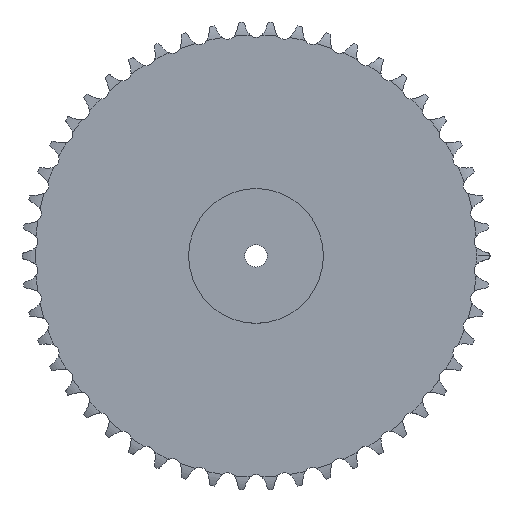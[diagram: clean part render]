
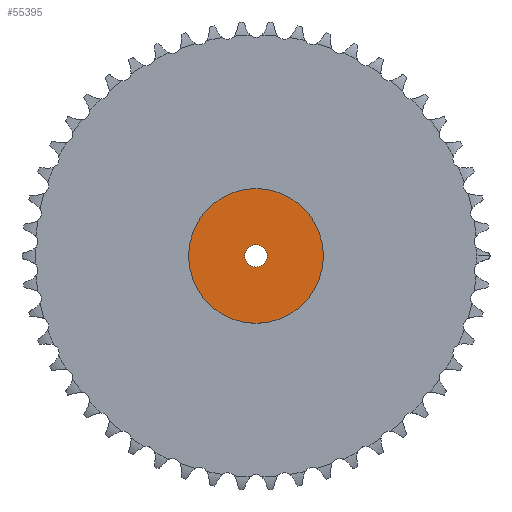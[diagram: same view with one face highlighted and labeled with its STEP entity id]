
A CAD part, top view. The second image highlights one B-rep face of the part: STEP entity #55395.
In plain terms, the highlighted planar face has unit normal (0, 0, 1).
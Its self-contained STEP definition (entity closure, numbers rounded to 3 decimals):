
#5916 = CYLINDRICAL_SURFACE('',#5917,75.);
#5917 = AXIS2_PLACEMENT_3D('',#5918,#5919,#5920);
#5918 = CARTESIAN_POINT('',(0.,0.,0.));
#5919 = DIRECTION('',(-0.,-0.,-1.));
#5920 = DIRECTION('',(1.,0.,0.));
#34552 = VERTEX_POINT('',#34553);
#34553 = CARTESIAN_POINT('',(75.,0.,70.));
#34574 = EDGE_CURVE('',#34552,#34552,#34575,.T.);
#34575 = SURFACE_CURVE('',#34576,(#34581,#34588),.PCURVE_S1.);
#34576 = CIRCLE('',#34577,75.);
#34577 = AXIS2_PLACEMENT_3D('',#34578,#34579,#34580);
#34578 = CARTESIAN_POINT('',(0.,0.,70.));
#34579 = DIRECTION('',(0.,0.,1.));
#34580 = DIRECTION('',(1.,0.,0.));
#34581 = PCURVE('',#5916,#34582);
#34582 = DEFINITIONAL_REPRESENTATION('',(#34583),#34587);
#34583 = LINE('',#34584,#34585);
#34584 = CARTESIAN_POINT('',(-0.,-70.));
#34585 = VECTOR('',#34586,1.);
#34586 = DIRECTION('',(-1.,0.));
#34587 = ( GEOMETRIC_REPRESENTATION_CONTEXT(2) 
PARAMETRIC_REPRESENTATION_CONTEXT() REPRESENTATION_CONTEXT('2D SPACE',''
  ) );
#34588 = PCURVE('',#34589,#34594);
#34589 = PLANE('',#34590);
#34590 = AXIS2_PLACEMENT_3D('',#34591,#34592,#34593);
#34591 = CARTESIAN_POINT('',(0.,0.,70.)
  );
#34592 = DIRECTION('',(0.,0.,1.));
#34593 = DIRECTION('',(1.,0.,0.));
#34594 = DEFINITIONAL_REPRESENTATION('',(#34595),#34599);
#34595 = CIRCLE('',#34596,75.);
#34596 = AXIS2_PLACEMENT_2D('',#34597,#34598);
#34597 = CARTESIAN_POINT('',(0.,0.));
#34598 = DIRECTION('',(1.,0.));
#34599 = ( GEOMETRIC_REPRESENTATION_CONTEXT(2) 
PARAMETRIC_REPRESENTATION_CONTEXT() REPRESENTATION_CONTEXT('2D SPACE',''
  ) );
#47076 = CYLINDRICAL_SURFACE('',#47077,12.5);
#47077 = AXIS2_PLACEMENT_3D('',#47078,#47079,#47080);
#47078 = CARTESIAN_POINT('',(0.,0.,770.748));
#47079 = DIRECTION('',(0.,0.,1.));
#47080 = DIRECTION('',(1.,0.,0.));
#55395 = ADVANCED_FACE('',(#55396,#55399),#34589,.T.);
#55396 = FACE_BOUND('',#55397,.T.);
#55397 = EDGE_LOOP('',(#55398));
#55398 = ORIENTED_EDGE('',*,*,#34574,.T.);
#55399 = FACE_BOUND('',#55400,.T.);
#55400 = EDGE_LOOP('',(#55401));
#55401 = ORIENTED_EDGE('',*,*,#55402,.F.);
#55402 = EDGE_CURVE('',#55403,#55403,#55405,.T.);
#55403 = VERTEX_POINT('',#55404);
#55404 = CARTESIAN_POINT('',(12.5,0.,70.));
#55405 = SURFACE_CURVE('',#55406,(#55411,#55418),.PCURVE_S1.);
#55406 = CIRCLE('',#55407,12.5);
#55407 = AXIS2_PLACEMENT_3D('',#55408,#55409,#55410);
#55408 = CARTESIAN_POINT('',(0.,0.,70.));
#55409 = DIRECTION('',(0.,0.,1.));
#55410 = DIRECTION('',(1.,0.,0.));
#55411 = PCURVE('',#34589,#55412);
#55412 = DEFINITIONAL_REPRESENTATION('',(#55413),#55417);
#55413 = CIRCLE('',#55414,12.5);
#55414 = AXIS2_PLACEMENT_2D('',#55415,#55416);
#55415 = CARTESIAN_POINT('',(0.,0.));
#55416 = DIRECTION('',(1.,0.));
#55417 = ( GEOMETRIC_REPRESENTATION_CONTEXT(2) 
PARAMETRIC_REPRESENTATION_CONTEXT() REPRESENTATION_CONTEXT('2D SPACE',''
  ) );
#55418 = PCURVE('',#47076,#55419);
#55419 = DEFINITIONAL_REPRESENTATION('',(#55420),#55424);
#55420 = LINE('',#55421,#55422);
#55421 = CARTESIAN_POINT('',(0.,-700.748));
#55422 = VECTOR('',#55423,1.);
#55423 = DIRECTION('',(1.,0.));
#55424 = ( GEOMETRIC_REPRESENTATION_CONTEXT(2) 
PARAMETRIC_REPRESENTATION_CONTEXT() REPRESENTATION_CONTEXT('2D SPACE',''
  ) );
